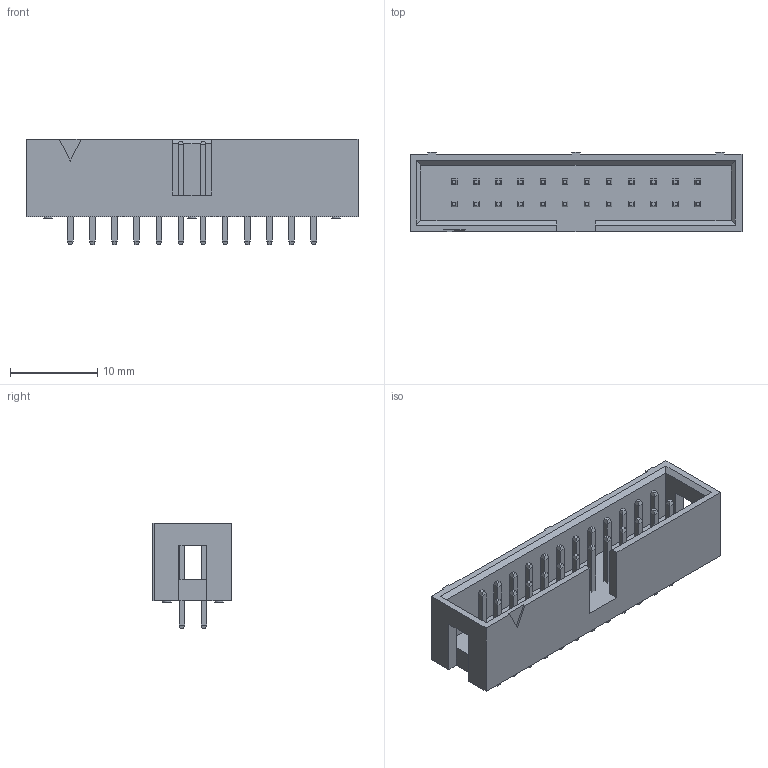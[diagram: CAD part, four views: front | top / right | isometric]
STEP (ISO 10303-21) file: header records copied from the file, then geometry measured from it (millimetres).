
FILE_DESCRIPTION (( 'STEP AP214' ), '1' );
FILE_NAME ('User Library-BH_24_V.STEP', '2015-07-17T12:22:31', ( 'Windows User' ), ( '' ), 'SwSTEP 2.0', 'SolidWorks 2015', '' );
FILE_SCHEMA (( 'AUTOMOTIVE_DESIGN' ));
Length unit declared in the file: centimetre
Products named in the file (3): User Library-BH_24_V_body; User Library-BH_24_V; User Library-BH_24_V_header_pin
Assembly tree (25 placements, depth 2):
  User Library-BH_24_V
    User Library-BH_24_V_body
    User Library-BH_24_V_header_pin  x24
Bounding box: 38.1 x 9.1 x 12.1 mm (x, y, z)
Volume: 1582.9 mm3; surface area: 2716.8 mm2
Topology: 25 solids, 25 shells, 396 faces, 832 edges, 488 vertices
Faces by surface type: plane 384, cylinder 12
Entity records: 3304 total; most frequent: DIRECTION 416, CARTESIAN_POINT 410, ORIENTED_EDGE 376, EDGE_CURVE 188, VECTOR 164, LINE 164, AXIS2_PLACEMENT_3D 126, VERTEX_POINT 120
